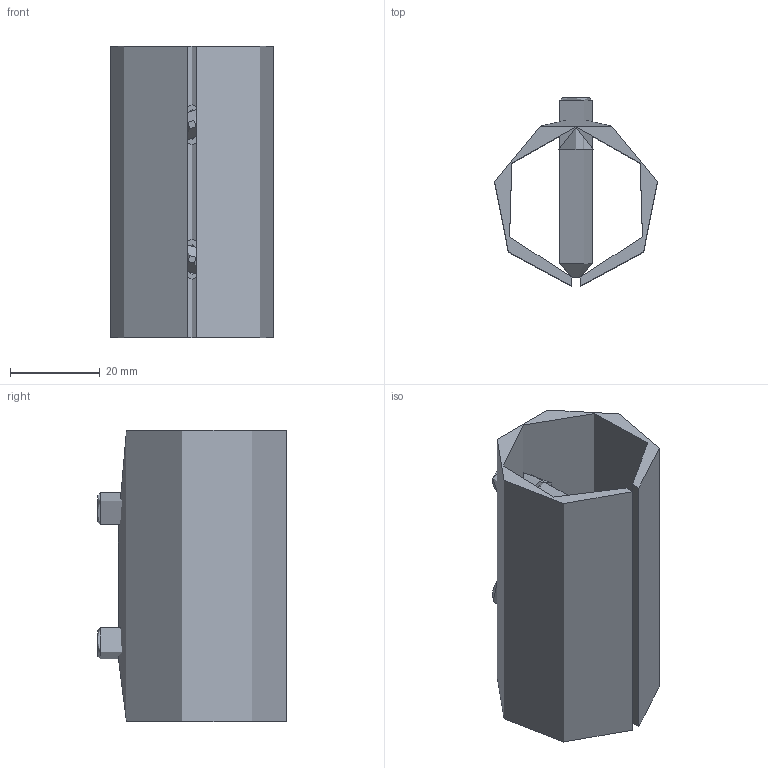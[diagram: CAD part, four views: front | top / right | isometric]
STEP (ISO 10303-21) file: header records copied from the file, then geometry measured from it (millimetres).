
FILE_DESCRIPTION (( 'STEP AP203' ), '1' );
FILE_NAME ('50100-240-25.step', '2021-11-25T13:45:53', ( '' ), ( '' ), 'SwSTEP 2.0', 'SolidWorks 2018', '' );
FILE_SCHEMA (( 'CONFIG_CONTROL_DESIGN' ));
Length unit declared in the file: millimetre
Products named in the file (7): 50100-240-25; 50100-240-25 Teil1; 50100-240-25 DIN 914 M8 x 40_M8 x 40; 50100-240-25 DIN 914 M8 x 40
Assembly tree (6 placements, depth 2):
  50100-240-25
    50100-240-25 Teil1
    50100-240-25 DIN 914 M8 x 40_M8 x 40  x2
  50100-240-25
    50100-240-25 DIN 914 M8 x 40
    50100-240-25 DIN 914 M8 x 40
    50100-240-25 Teil1
Bounding box: 36.26 x 41.97 x 65 mm (x, y, z)
Volume: 18050.8 mm3; surface area: 17490.3 mm2
Topology: 3 solids, 3 shells, 281 faces, 730 edges, 490 vertices
Faces by surface type: plane 129, bspline 112, cylinder 36, cone 4
Full cylindrical faces by diameter (mm): 6.8 x2, 8 x2, 9 x2
Entity records: 15343 total; most frequent: CARTESIAN_POINT 8755, ORIENTED_EDGE 1386, DIRECTION 881, EDGE_CURVE 693, VERTEX_POINT 466, VECTOR 339, LINE 339, EDGE_LOOP 311
